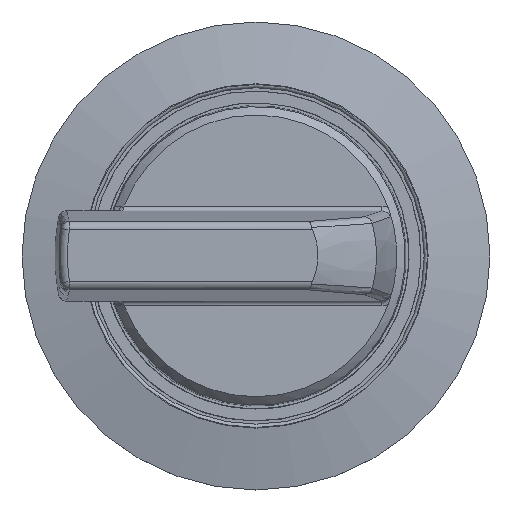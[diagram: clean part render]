
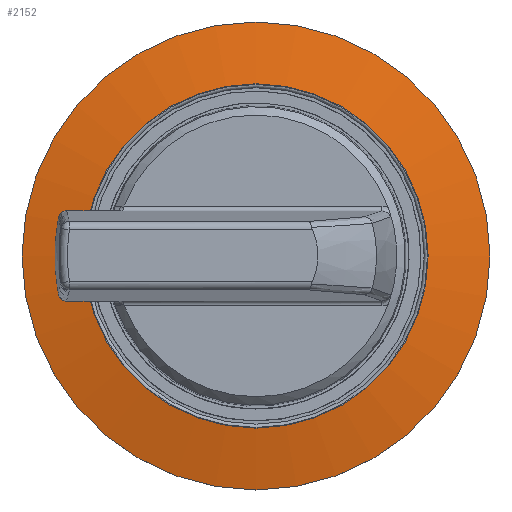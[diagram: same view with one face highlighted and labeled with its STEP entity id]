
A CAD part, top view. The second image highlights one B-rep face of the part: STEP entity #2152.
In plain terms, the highlighted conical face has half-angle 78.5 degrees and reference radius 12.107 mm.
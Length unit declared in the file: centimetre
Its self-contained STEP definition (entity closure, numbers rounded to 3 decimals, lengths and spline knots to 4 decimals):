
#144=FACE_BOUND($,#582,.T.);
#442=FACE_OUTER_BOUND($,#581,.T.);
#581=EDGE_LOOP($,(#1504));
#582=EDGE_LOOP($,(#1505));
#803=CIRCLE($,#2307,1.0264);
#804=CIRCLE($,#2308,1.395);
#945=VERTEX_POINT($,#3259);
#946=VERTEX_POINT($,#3261);
#1174=EDGE_CURVE($,#945,#945,#803,.T.);
#1175=EDGE_CURVE($,#946,#946,#804,.T.);
#1504=ORIENTED_EDGE($,*,*,#1174,.F.);
#1505=ORIENTED_EDGE($,*,*,#1175,.T.);
#2128=CONICAL_SURFACE($,#2306,1.2107,78.5);
#2152=ADVANCED_FACE($,(#442,#144),#2128,.T.);
#2306=AXIS2_PLACEMENT_3D($,#3258,#2583,#2584);
#2307=AXIS2_PLACEMENT_3D($,#3260,#2585,#2586);
#2308=AXIS2_PLACEMENT_3D($,#3262,#2587,#2588);
#2583=DIRECTION('center_axis',(0.,0.,
-1.));
#2584=DIRECTION('ref_axis',(-1.,0.,0.));
#2585=DIRECTION('center_axis',(0.,0.,
1.));
#2586=DIRECTION('ref_axis',(-1.,0.,0.));
#2587=DIRECTION('center_axis',(0.,0.,
1.));
#2588=DIRECTION('ref_axis',(-1.,0.,0.));
#3258=CARTESIAN_POINT('Origin',(0.,0.,
2.5925));
#3259=CARTESIAN_POINT('',(-1.0264,0.,2.63));
#3260=CARTESIAN_POINT('Origin',(0.,0.,
2.63));
#3261=CARTESIAN_POINT('',(-1.395,0.,2.555));
#3262=CARTESIAN_POINT('Origin',(0.,0.,
2.555));
